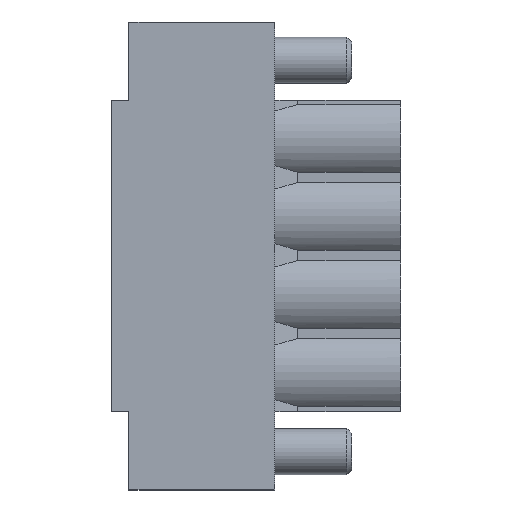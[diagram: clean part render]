
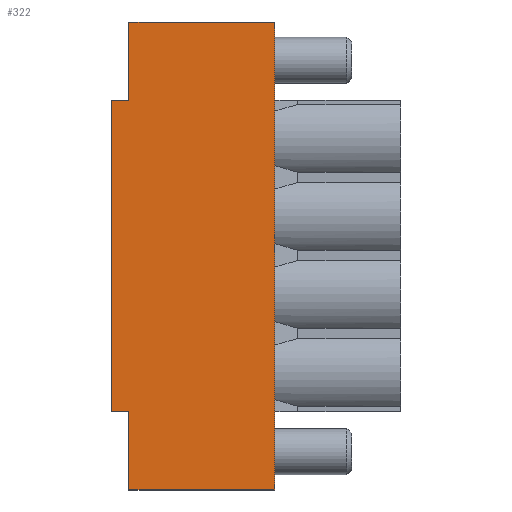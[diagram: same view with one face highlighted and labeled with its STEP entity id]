
A CAD part, front view. The second image highlights one B-rep face of the part: STEP entity #322.
In plain terms, the highlighted planar face has unit normal (0, -1, 0).
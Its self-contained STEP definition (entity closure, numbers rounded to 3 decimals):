
#322 = ADVANCED_FACE( '', ( #808 ), #809, .F. );
#808 = FACE_OUTER_BOUND( '', #1488, .T. );
#809 = PLANE( '', #1489 );
#1488 = EDGE_LOOP( '', ( #2366, #2367, #2368, #2369, #2370, #2371, #2372, #2373 ) );
#1489 = AXIS2_PLACEMENT_3D( '', #2374, #2375, #2376 );
#2366 = ORIENTED_EDGE( '', *, *, #3879, .T. );
#2367 = ORIENTED_EDGE( '', *, *, #3880, .T. );
#2368 = ORIENTED_EDGE( '', *, *, #3881, .T. );
#2369 = ORIENTED_EDGE( '', *, *, #3684, .T. );
#2370 = ORIENTED_EDGE( '', *, *, #3882, .F. );
#2371 = ORIENTED_EDGE( '', *, *, #3883, .F. );
#2372 = ORIENTED_EDGE( '', *, *, #3789, .F. );
#2373 = ORIENTED_EDGE( '', *, *, #3884, .F. );
#2374 = CARTESIAN_POINT( '', ( 505.392, 196.042, 100.12 ) );
#2375 = DIRECTION( '', ( 0., 1., 0. ) );
#2376 = DIRECTION( '', ( 1., 0., 0. ) );
#3684 = EDGE_CURVE( '', #4325, #4322, #4326, .T. );
#3789 = EDGE_CURVE( '', #4505, #4501, #4507, .T. );
#3879 = EDGE_CURVE( '', #4650, #4651, #4652, .T. );
#3880 = EDGE_CURVE( '', #4651, #4653, #4654, .T. );
#3881 = EDGE_CURVE( '', #4653, #4325, #4655, .T. );
#3882 = EDGE_CURVE( '', #4656, #4322, #4657, .T. );
#3883 = EDGE_CURVE( '', #4501, #4656, #4658, .T. );
#3884 = EDGE_CURVE( '', #4650, #4505, #4659, .T. );
#4322 = VERTEX_POINT( '', #5265 );
#4325 = VERTEX_POINT( '', #5269 );
#4326 = LINE( '', #5270, #5271 );
#4501 = VERTEX_POINT( '', #5494 );
#4505 = VERTEX_POINT( '', #5500 );
#4507 = LINE( '', #5503, #5504 );
#4650 = VERTEX_POINT( '', #5693 );
#4651 = VERTEX_POINT( '', #5694 );
#4652 = LINE( '', #5695, #5696 );
#4653 = VERTEX_POINT( '', #5697 );
#4654 = LINE( '', #5698, #5699 );
#4655 = LINE( '', #5700, #5701 );
#4656 = VERTEX_POINT( '', #5702 );
#4657 = LINE( '', #5703, #5704 );
#4658 = LINE( '', #5705, #5706 );
#4659 = LINE( '', #5707, #5708 );
#5265 = CARTESIAN_POINT( '', ( 505.392, 196.042, 130.48 ) );
#5269 = CARTESIAN_POINT( '', ( 495.892, 196.042, 130.48 ) );
#5270 = CARTESIAN_POINT( '', ( 505.392, 196.042, 130.48 ) );
#5271 = VECTOR( '', #6529, 1000. );
#5494 = CARTESIAN_POINT( '', ( 495.892, 196.042, 160.96 ) );
#5500 = CARTESIAN_POINT( '', ( 495.892, 196.042, 155.88 ) );
#5503 = CARTESIAN_POINT( '', ( 495.892, 196.042, 155.88 ) );
#5504 = VECTOR( '', #6665, 1000. );
#5693 = CARTESIAN_POINT( '', ( 494.742, 196.042, 155.88 ) );
#5694 = CARTESIAN_POINT( '', ( 494.742, 196.042, 135.56 ) );
#5695 = CARTESIAN_POINT( '', ( 494.742, 196.042, 100.12 ) );
#5696 = VECTOR( '', #6772, 1000. );
#5697 = CARTESIAN_POINT( '', ( 495.892, 196.042, 135.56 ) );
#5698 = CARTESIAN_POINT( '', ( 505.392, 196.042, 135.56 ) );
#5699 = VECTOR( '', #6773, 1000. );
#5700 = CARTESIAN_POINT( '', ( 495.892, 196.042, 135.56 ) );
#5701 = VECTOR( '', #6774, 1000. );
#5702 = CARTESIAN_POINT( '', ( 505.392, 196.042, 160.96 ) );
#5703 = CARTESIAN_POINT( '', ( 505.392, 196.042, 100.12 ) );
#5704 = VECTOR( '', #6775, 1000. );
#5705 = CARTESIAN_POINT( '', ( 505.392, 196.042, 160.96 ) );
#5706 = VECTOR( '', #6776, 1000. );
#5707 = CARTESIAN_POINT( '', ( 505.392, 196.042, 155.88 ) );
#5708 = VECTOR( '', #6777, 1000. );
#6529 = DIRECTION( '', ( 1., 0., 0. ) );
#6665 = DIRECTION( '', ( 0., 0., 1. ) );
#6772 = DIRECTION( '', ( 0., 0., -1. ) );
#6773 = DIRECTION( '', ( 1., 0., 0. ) );
#6774 = DIRECTION( '', ( 0., 0., -1. ) );
#6775 = DIRECTION( '', ( 0., 0., -1. ) );
#6776 = DIRECTION( '', ( 1., 0., 0. ) );
#6777 = DIRECTION( '', ( 1., 0., 0. ) );
